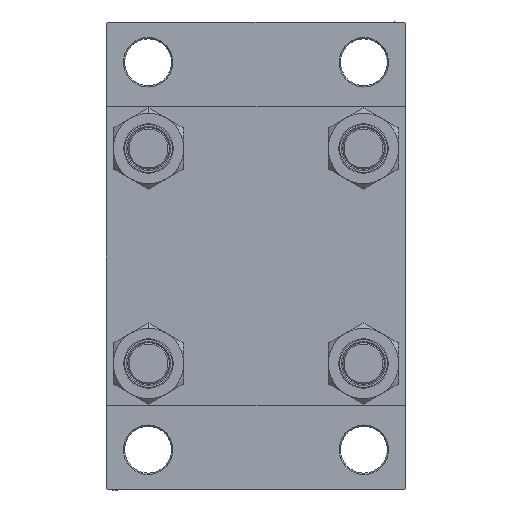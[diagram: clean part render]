
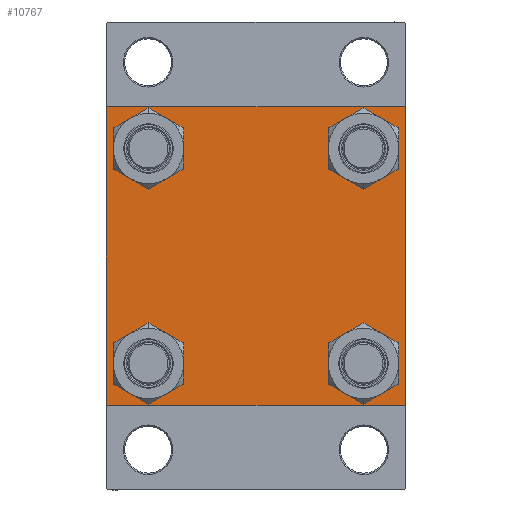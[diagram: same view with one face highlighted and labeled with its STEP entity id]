
A CAD part, left-side view. The second image highlights one B-rep face of the part: STEP entity #10767.
In plain terms, the highlighted planar face has unit normal (-1, 0, 0).
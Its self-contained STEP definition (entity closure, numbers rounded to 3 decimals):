
#106 = DIRECTION ( 'NONE',  ( 0., 0., 1. ) ) ;
#231 = CARTESIAN_POINT ( 'NONE',  ( 0., -41.35, -41.35 ) ) ;
#658 = CARTESIAN_POINT ( 'NONE',  ( 0., 41.35, 32.85 ) ) ;
#717 = CARTESIAN_POINT ( 'NONE',  ( 0., 57.25, -57.25 ) ) ;
#1231 = EDGE_CURVE ( 'NONE', #34553, #8121, #22110, .T. ) ;
#1613 = ORIENTED_EDGE ( 'NONE', *, *, #17394, .T. ) ;
#1695 = LINE ( 'NONE', #30832, #3910 ) ;
#2147 = CARTESIAN_POINT ( 'NONE',  ( 0., -57., -57.5 ) ) ;
#2175 = ORIENTED_EDGE ( 'NONE', *, *, #12251, .T. ) ;
#2332 = DIRECTION ( 'NONE',  ( 1., 0., 0. ) ) ;
#3183 = CIRCLE ( 'NONE', #41633, 8.5 ) ;
#3246 = CIRCLE ( 'NONE', #37834, 8.5 ) ;
#3257 = CARTESIAN_POINT ( 'NONE',  ( 0., 41.35, -41.35 ) ) ;
#3471 = ORIENTED_EDGE ( 'NONE', *, *, #7059, .T. ) ;
#3700 = ORIENTED_EDGE ( 'NONE', *, *, #36054, .T. ) ;
#3748 = CARTESIAN_POINT ( 'NONE',  ( 0., 57., -57.5 ) ) ;
#3910 = VECTOR ( 'NONE', #12565, 1000. ) ;
#5075 = VERTEX_POINT ( 'NONE', #14582 ) ;
#5332 = ORIENTED_EDGE ( 'NONE', *, *, #1231, .T. ) ;
#5369 = VERTEX_POINT ( 'NONE', #30138 ) ;
#5397 = EDGE_CURVE ( 'NONE', #5075, #31522, #1695, .T. ) ;
#6276 = EDGE_CURVE ( 'NONE', #19622, #18161, #3183, .T. ) ;
#6648 = DIRECTION ( 'NONE',  ( 0., 0., 1. ) ) ;
#6966 = EDGE_CURVE ( 'NONE', #5075, #5369, #31147, .T. ) ;
#7011 = DIRECTION ( 'NONE',  ( 0., 0., 1. ) ) ;
#7059 = EDGE_CURVE ( 'NONE', #26139, #42992, #22309, .T. ) ;
#7177 = DIRECTION ( 'NONE',  ( 0., 0., -1. ) ) ;
#8121 = VERTEX_POINT ( 'NONE', #37209 ) ;
#8638 = ORIENTED_EDGE ( 'NONE', *, *, #13014, .T. ) ;
#8952 = VERTEX_POINT ( 'NONE', #3748 ) ;
#9098 = EDGE_LOOP ( 'NONE', ( #8638, #36173 ) ) ;
#10767 = ADVANCED_FACE ( 'NONE', ( #45766, #45997, #13010, #27668, #15681 ), #45067, .T. ) ;
#10793 = VERTEX_POINT ( 'NONE', #38997 ) ;
#11098 = DIRECTION ( 'NONE',  ( 1., 0., 0. ) ) ;
#11410 = DIRECTION ( 'NONE',  ( 0., 0., 1. ) ) ;
#11725 = CARTESIAN_POINT ( 'NONE',  ( 0., 41.35, -41.35 ) ) ;
#11965 = DIRECTION ( 'NONE',  ( 1., 0., 0. ) ) ;
#12071 = CARTESIAN_POINT ( 'NONE',  ( 0., 0., 0. ) ) ;
#12251 = EDGE_CURVE ( 'NONE', #18161, #19622, #3246, .T. ) ;
#12565 = DIRECTION ( 'NONE',  ( 0., 0., -1. ) ) ;
#12876 = CARTESIAN_POINT ( 'NONE',  ( 0., 57.5, 57.5 ) ) ;
#13010 = FACE_BOUND ( 'NONE', #9098, .T. ) ;
#13014 = EDGE_CURVE ( 'NONE', #10793, #14223, #44831, .T. ) ;
#13642 = AXIS2_PLACEMENT_3D ( 'NONE', #26308, #22211, #11410 ) ;
#14223 = VERTEX_POINT ( 'NONE', #31599 ) ;
#14582 = CARTESIAN_POINT ( 'NONE',  ( 0., -57.5, 57. ) ) ;
#14685 = EDGE_CURVE ( 'NONE', #23572, #37007, #22530, .T. ) ;
#15575 = DIRECTION ( 'NONE',  ( 1., 0., 0. ) ) ;
#15681 = FACE_OUTER_BOUND ( 'NONE', #24599, .T. ) ;
#15807 = EDGE_CURVE ( 'NONE', #37999, #5369, #41304, .T. ) ;
#16047 = CARTESIAN_POINT ( 'NONE',  ( 0., 41.35, 49.85 ) ) ;
#16154 = CIRCLE ( 'NONE', #20733, 8.5 ) ;
#16713 = CARTESIAN_POINT ( 'NONE',  ( 0., -41.35, 41.35 ) ) ;
#17394 = EDGE_CURVE ( 'NONE', #42992, #8952, #19968, .T. ) ;
#17482 = AXIS2_PLACEMENT_3D ( 'NONE', #20395, #2332, #28340 ) ;
#17756 = EDGE_LOOP ( 'NONE', ( #5332, #39109 ) ) ;
#17784 = CARTESIAN_POINT ( 'NONE',  ( 0., 57.5, -57.5 ) ) ;
#18161 = VERTEX_POINT ( 'NONE', #39809 ) ;
#18474 = CARTESIAN_POINT ( 'NONE',  ( 0., 57.5, 57.5 ) ) ;
#19622 = VERTEX_POINT ( 'NONE', #38980 ) ;
#19968 = LINE ( 'NONE', #717, #35703 ) ;
#20395 = CARTESIAN_POINT ( 'NONE',  ( 0., 41.35, 41.35 ) ) ;
#20733 = AXIS2_PLACEMENT_3D ( 'NONE', #16713, #35478, #23907 ) ;
#22110 = CIRCLE ( 'NONE', #13642, 8.5 ) ;
#22211 = DIRECTION ( 'NONE',  ( 1., 0., 0. ) ) ;
#22309 = LINE ( 'NONE', #18474, #35496 ) ;
#22530 = CIRCLE ( 'NONE', #44867, 8.5 ) ;
#22831 = CIRCLE ( 'NONE', #17482, 8.5 ) ;
#23223 = EDGE_CURVE ( 'NONE', #37007, #23572, #22831, .T. ) ;
#23572 = VERTEX_POINT ( 'NONE', #16047 ) ;
#23681 = DIRECTION ( 'NONE',  ( 0., -1., 0. ) ) ;
#23907 = DIRECTION ( 'NONE',  ( 0., 0., 1. ) ) ;
#24032 = AXIS2_PLACEMENT_3D ( 'NONE', #11725, #15575, #37949 ) ;
#24079 = CARTESIAN_POINT ( 'NONE',  ( 0., 57.5, -57. ) ) ;
#24291 = ORIENTED_EDGE ( 'NONE', *, *, #41161, .T. ) ;
#24297 = VECTOR ( 'NONE', #25455, 1000. ) ;
#24599 = EDGE_LOOP ( 'NONE', ( #3471, #1613, #3700, #24291, #27579, #44247, #26491, #30836 ) ) ;
#24814 = EDGE_CURVE ( 'NONE', #37999, #26139, #32924, .T. ) ;
#25455 = DIRECTION ( 'NONE',  ( 0., 0.707, -0.707 ) ) ;
#25713 = DIRECTION ( 'NONE',  ( 0., -1., 0. ) ) ;
#26006 = CARTESIAN_POINT ( 'NONE',  ( 0., 57.5, 57. ) ) ;
#26139 = VERTEX_POINT ( 'NONE', #26006 ) ;
#26308 = CARTESIAN_POINT ( 'NONE',  ( 0., -41.35, 41.35 ) ) ;
#26398 = EDGE_LOOP ( 'NONE', ( #37175, #31506 ) ) ;
#26491 = ORIENTED_EDGE ( 'NONE', *, *, #15807, .F. ) ;
#26626 = DIRECTION ( 'NONE',  ( 0., 0., 1. ) ) ;
#26730 = DIRECTION ( 'NONE',  ( -1., 0., 0. ) ) ;
#27579 = ORIENTED_EDGE ( 'NONE', *, *, #5397, .F. ) ;
#27668 = FACE_BOUND ( 'NONE', #26398, .T. ) ;
#27767 = CARTESIAN_POINT ( 'NONE',  ( 0., -57.25, 57.25 ) ) ;
#28225 = EDGE_LOOP ( 'NONE', ( #2175, #44252 ) ) ;
#28250 = CARTESIAN_POINT ( 'NONE',  ( 0., -41.35, 49.85 ) ) ;
#28340 = DIRECTION ( 'NONE',  ( 0., 0., 1. ) ) ;
#28377 = CARTESIAN_POINT ( 'NONE',  ( 0., 57., 57.5 ) ) ;
#28537 = DIRECTION ( 'NONE',  ( 1., 0., 0. ) ) ;
#30138 = CARTESIAN_POINT ( 'NONE',  ( 0., -57., 57.5 ) ) ;
#30456 = EDGE_CURVE ( 'NONE', #14223, #10793, #30624, .T. ) ;
#30624 = CIRCLE ( 'NONE', #34478, 8.5 ) ;
#30832 = CARTESIAN_POINT ( 'NONE',  ( 0., -57.5, 57.5 ) ) ;
#30836 = ORIENTED_EDGE ( 'NONE', *, *, #24814, .T. ) ;
#31147 = LINE ( 'NONE', #27767, #33159 ) ;
#31506 = ORIENTED_EDGE ( 'NONE', *, *, #23223, .T. ) ;
#31522 = VERTEX_POINT ( 'NONE', #39822 ) ;
#31599 = CARTESIAN_POINT ( 'NONE',  ( 0., 41.35, -49.85 ) ) ;
#32924 = LINE ( 'NONE', #44255, #24297 ) ;
#33159 = VECTOR ( 'NONE', #42958, 1000. ) ;
#34473 = EDGE_CURVE ( 'NONE', #8121, #34553, #16154, .T. ) ;
#34478 = AXIS2_PLACEMENT_3D ( 'NONE', #3257, #28537, #106 ) ;
#34553 = VERTEX_POINT ( 'NONE', #28250 ) ;
#35478 = DIRECTION ( 'NONE',  ( 1., 0., 0. ) ) ;
#35496 = VECTOR ( 'NONE', #7177, 1000. ) ;
#35703 = VECTOR ( 'NONE', #37579, 1000. ) ;
#35773 = CARTESIAN_POINT ( 'NONE',  ( 0., 41.35, 41.35 ) ) ;
#36054 = EDGE_CURVE ( 'NONE', #8952, #45490, #44037, .T. ) ;
#36173 = ORIENTED_EDGE ( 'NONE', *, *, #30456, .T. ) ;
#37007 = VERTEX_POINT ( 'NONE', #658 ) ;
#37175 = ORIENTED_EDGE ( 'NONE', *, *, #14685, .T. ) ;
#37209 = CARTESIAN_POINT ( 'NONE',  ( 0., -41.35, 32.85 ) ) ;
#37579 = DIRECTION ( 'NONE',  ( 0., -0.707, -0.707 ) ) ;
#37816 = DIRECTION ( 'NONE',  ( 0., 0., 1. ) ) ;
#37834 = AXIS2_PLACEMENT_3D ( 'NONE', #41811, #11965, #26626 ) ;
#37949 = DIRECTION ( 'NONE',  ( 0., 0., 1. ) ) ;
#37999 = VERTEX_POINT ( 'NONE', #28377 ) ;
#38980 = CARTESIAN_POINT ( 'NONE',  ( 0., -41.35, -49.85 ) ) ;
#38997 = CARTESIAN_POINT ( 'NONE',  ( 0., 41.35, -32.85 ) ) ;
#39109 = ORIENTED_EDGE ( 'NONE', *, *, #34473, .T. ) ;
#39183 = CARTESIAN_POINT ( 'NONE',  ( 0., -57.25, -57.25 ) ) ;
#39809 = CARTESIAN_POINT ( 'NONE',  ( 0., -41.35, -32.85 ) ) ;
#39822 = CARTESIAN_POINT ( 'NONE',  ( 0., -57.5, -57. ) ) ;
#40281 = VECTOR ( 'NONE', #23681, 1000. ) ;
#41161 = EDGE_CURVE ( 'NONE', #45490, #31522, #41623, .T. ) ;
#41304 = LINE ( 'NONE', #12876, #40281 ) ;
#41623 = LINE ( 'NONE', #39183, #41734 ) ;
#41633 = AXIS2_PLACEMENT_3D ( 'NONE', #231, #11098, #7011 ) ;
#41734 = VECTOR ( 'NONE', #46177, 1000. ) ;
#41811 = CARTESIAN_POINT ( 'NONE',  ( 0., -41.35, -41.35 ) ) ;
#42380 = VECTOR ( 'NONE', #25713, 1000. ) ;
#42958 = DIRECTION ( 'NONE',  ( 0., 0.707, 0.707 ) ) ;
#42992 = VERTEX_POINT ( 'NONE', #24079 ) ;
#43488 = DIRECTION ( 'NONE',  ( 1., 0., 0. ) ) ;
#44037 = LINE ( 'NONE', #17784, #42380 ) ;
#44247 = ORIENTED_EDGE ( 'NONE', *, *, #6966, .T. ) ;
#44252 = ORIENTED_EDGE ( 'NONE', *, *, #6276, .T. ) ;
#44255 = CARTESIAN_POINT ( 'NONE',  ( 0., 57.25, 57.25 ) ) ;
#44831 = CIRCLE ( 'NONE', #24032, 8.5 ) ;
#44867 = AXIS2_PLACEMENT_3D ( 'NONE', #35773, #43488, #6648 ) ;
#45067 = PLANE ( 'NONE',  #47073 ) ;
#45490 = VERTEX_POINT ( 'NONE', #2147 ) ;
#45766 = FACE_BOUND ( 'NONE', #17756, .T. ) ;
#45997 = FACE_BOUND ( 'NONE', #28225, .T. ) ;
#46177 = DIRECTION ( 'NONE',  ( 0., -0.707, 0.707 ) ) ;
#47073 = AXIS2_PLACEMENT_3D ( 'NONE', #12071, #26730, #37816 ) ;
